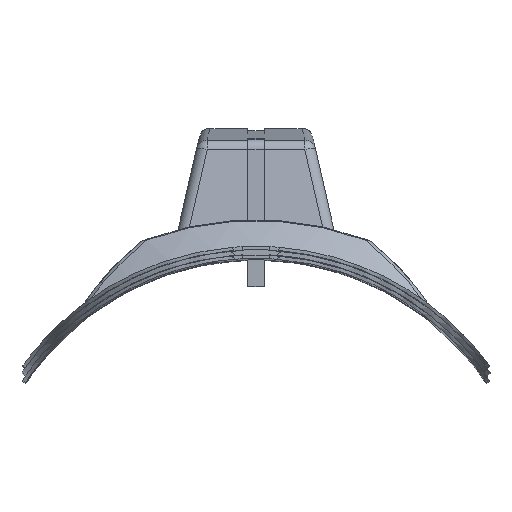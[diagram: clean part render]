
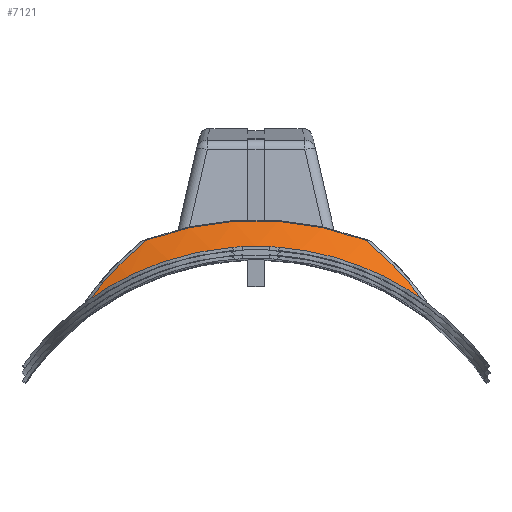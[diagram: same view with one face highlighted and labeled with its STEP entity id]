
A CAD part, top view. The second image highlights one B-rep face of the part: STEP entity #7121.
In plain terms, the highlighted conical face has half-angle 46.023 degrees and reference radius 57.697 mm.
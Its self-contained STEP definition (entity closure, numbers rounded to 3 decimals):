
#6204=CARTESIAN_POINT('',(20.023,54.111,143.62));
#6205=VERTEX_POINT('',#6204);
#6260=CARTESIAN_POINT('',(-20.023,54.111,143.62));
#6261=VERTEX_POINT('',#6260);
#6269=CARTESIAN_POINT('',(0.,0.,143.62));
#6270=DIRECTION('',(0.0,0.0,-1.0));
#6271=DIRECTION('',(-0.347,0.938,0.0));
#6272=AXIS2_PLACEMENT_3D('',#6269,#6270,#6271);
#6273=CIRCLE('',#6272,57.697);
#6274=EDGE_CURVE('',#6261,#6205,#6273,.T.);
#6765=CARTESIAN_POINT('',(30.43,43.211,148.297));
#6766=VERTEX_POINT('',#6765);
#6767=CARTESIAN_POINT('',(20.023,54.111,143.62));
#6768=CARTESIAN_POINT('',(24.137,50.866,145.179));
#6769=CARTESIAN_POINT('',(27.627,47.16,146.738));
#6770=CARTESIAN_POINT('',(30.43,43.211,148.297));
#6771=B_SPLINE_CURVE_WITH_KNOTS('',3,(#6767,#6768,#6769,#6770),.UNSPECIFIED.,.F.,.U.,(4,4),(0.0,0.259),.UNSPECIFIED.);
#6772=EDGE_CURVE('',#6205,#6766,#6771,.T.);
#7096=CARTESIAN_POINT('',(0.,0.,143.62));
#7097=DIRECTION('',(0.,0.,-1.0));
#7098=DIRECTION('',(-0.347,0.938,0.0));
#7099=AXIS2_PLACEMENT_3D('',#7096,#7097,#7098);
#7100=CONICAL_SURFACE('',#7099,57.697,46.023);
#7101=ORIENTED_EDGE('',*,*,#6274,.F.);
#7102=CARTESIAN_POINT('',(-30.43,43.211,148.297));
#7103=VERTEX_POINT('',#7102);
#7104=CARTESIAN_POINT('',(-20.023,54.111,143.62));
#7105=CARTESIAN_POINT('',(-24.137,50.866,145.179));
#7106=CARTESIAN_POINT('',(-27.627,47.16,146.738));
#7107=CARTESIAN_POINT('',(-30.43,43.211,148.297));
#7108=B_SPLINE_CURVE_WITH_KNOTS('',3,(#7104,#7105,#7106,#7107),.UNSPECIFIED.,.F.,.U.,(4,4),(0.0,0.259),.UNSPECIFIED.);
#7109=EDGE_CURVE('',#6261,#7103,#7108,.T.);
#7110=ORIENTED_EDGE('',*,*,#7109,.T.);
#7111=CARTESIAN_POINT('',(0.,0.,148.297));
#7112=DIRECTION('',(0.0,0.0,1.0));
#7113=DIRECTION('',(0.576,0.818,0.0));
#7114=AXIS2_PLACEMENT_3D('',#7111,#7112,#7113);
#7115=CIRCLE('',#7114,52.85);
#7116=EDGE_CURVE('',#6766,#7103,#7115,.T.);
#7117=ORIENTED_EDGE('',*,*,#7116,.F.);
#7118=ORIENTED_EDGE('',*,*,#6772,.F.);
#7119=EDGE_LOOP('',(#7101,#7110,#7117,#7118));
#7120=FACE_OUTER_BOUND('',#7119,.T.);
#7121=ADVANCED_FACE('',(#7120),#7100,.T.);
